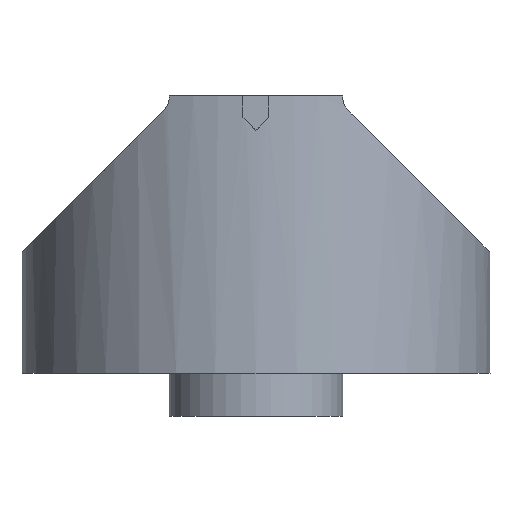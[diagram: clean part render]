
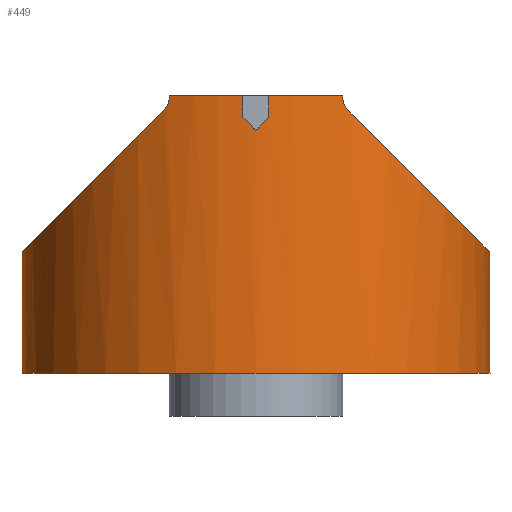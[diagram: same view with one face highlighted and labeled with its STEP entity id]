
A CAD part, left-side view. The second image highlights one B-rep face of the part: STEP entity #449.
In plain terms, the highlighted cylindrical face has radius 6.75 mm (diameter 13.5 mm), a full revolution.
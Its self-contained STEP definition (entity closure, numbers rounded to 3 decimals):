
#26=ELLIPSE('',#495,9.546,6.75);
#27=ELLIPSE('',#496,9.546,6.75);
#28=ELLIPSE('',#499,9.546,6.75);
#29=ELLIPSE('',#501,9.546,6.75);
#30=ELLIPSE('',#503,9.546,6.75);
#31=ELLIPSE('',#504,9.546,6.75);
#33=CIRCLE('',#492,6.75);
#34=CIRCLE('',#493,6.75);
#35=CIRCLE('',#498,6.75);
#36=CIRCLE('',#500,6.75);
#37=CIRCLE('',#502,6.75);
#38=CIRCLE('',#505,6.75);
#39=CIRCLE('',#506,6.75);
#85=FACE_OUTER_BOUND('',#112,.T.);
#112=EDGE_LOOP('',(#338,#339,#340,#341,#342,#343,#344,#345,#346,#347,#348,
#349,#350,#351,#352,#353,#354,#355,#356,#357,#358));
#138=LINE('',#712,#168);
#143=LINE('',#750,#173);
#145=LINE('',#773,#175);
#146=LINE('',#782,#176);
#147=LINE('',#788,#177);
#168=VECTOR('',#552,10.);
#173=VECTOR('',#561,10.);
#175=VECTOR('',#581,6.75);
#176=VECTOR('',#590,10.);
#177=VECTOR('',#595,10.);
#196=B_SPLINE_CURVE_WITH_KNOTS('',3,(#690,#691,#692,#693,#694,#695),
 .UNSPECIFIED.,.F.,.F.,(4,2,4),(-0.04,-0.02,
0.),.UNSPECIFIED.);
#199=B_SPLINE_CURVE_WITH_KNOTS('',3,(#734,#735,#736,#737,#738,#739,#740,
#741),.UNSPECIFIED.,.F.,.F.,(4,2,2,4),(0.,0.019,0.039,
0.04),.UNSPECIFIED.);
#200=VERTEX_POINT('',#688);
#201=VERTEX_POINT('',#689);
#204=VERTEX_POINT('',#711);
#208=VERTEX_POINT('',#731);
#209=VERTEX_POINT('',#733);
#211=VERTEX_POINT('',#748);
#212=VERTEX_POINT('',#753);
#213=VERTEX_POINT('',#757);
#214=VERTEX_POINT('',#759);
#215=VERTEX_POINT('',#765);
#216=VERTEX_POINT('',#767);
#217=VERTEX_POINT('',#771);
#218=VERTEX_POINT('',#774);
#219=VERTEX_POINT('',#776);
#220=VERTEX_POINT('',#779);
#221=VERTEX_POINT('',#781);
#222=VERTEX_POINT('',#783);
#223=VERTEX_POINT('',#785);
#224=VERTEX_POINT('',#787);
#243=EDGE_CURVE('',#200,#201,#196,.T.);
#247=EDGE_CURVE('',#201,#204,#138,.T.);
#252=EDGE_CURVE('',#208,#209,#199,.T.);
#256=EDGE_CURVE('',#208,#211,#143,.T.);
#259=EDGE_CURVE('',#212,#213,#33,.T.);
#260=EDGE_CURVE('',#213,#214,#34,.T.);
#262=EDGE_CURVE('',#214,#215,#26,.T.);
#264=EDGE_CURVE('',#216,#200,#27,.T.);
#265=EDGE_CURVE('',#217,#217,#35,.T.);
#266=EDGE_CURVE('',#217,#213,#145,.T.);
#267=EDGE_CURVE('',#218,#212,#28,.T.);
#268=EDGE_CURVE('',#218,#219,#36,.T.);
#269=EDGE_CURVE('',#209,#219,#29,.T.);
#270=EDGE_CURVE('',#220,#211,#37,.T.);
#271=EDGE_CURVE('',#220,#221,#146,.T.);
#272=EDGE_CURVE('',#222,#221,#30,.T.);
#273=EDGE_CURVE('',#223,#222,#31,.T.);
#274=EDGE_CURVE('',#223,#224,#147,.T.);
#275=EDGE_CURVE('',#204,#224,#38,.T.);
#276=EDGE_CURVE('',#216,#215,#39,.T.);
#338=ORIENTED_EDGE('',*,*,#265,.F.);
#339=ORIENTED_EDGE('',*,*,#266,.T.);
#340=ORIENTED_EDGE('',*,*,#259,.F.);
#341=ORIENTED_EDGE('',*,*,#267,.F.);
#342=ORIENTED_EDGE('',*,*,#268,.T.);
#343=ORIENTED_EDGE('',*,*,#269,.F.);
#344=ORIENTED_EDGE('',*,*,#252,.F.);
#345=ORIENTED_EDGE('',*,*,#256,.T.);
#346=ORIENTED_EDGE('',*,*,#270,.F.);
#347=ORIENTED_EDGE('',*,*,#271,.T.);
#348=ORIENTED_EDGE('',*,*,#272,.F.);
#349=ORIENTED_EDGE('',*,*,#273,.F.);
#350=ORIENTED_EDGE('',*,*,#274,.T.);
#351=ORIENTED_EDGE('',*,*,#275,.F.);
#352=ORIENTED_EDGE('',*,*,#247,.F.);
#353=ORIENTED_EDGE('',*,*,#243,.F.);
#354=ORIENTED_EDGE('',*,*,#264,.F.);
#355=ORIENTED_EDGE('',*,*,#276,.T.);
#356=ORIENTED_EDGE('',*,*,#262,.F.);
#357=ORIENTED_EDGE('',*,*,#260,.F.);
#358=ORIENTED_EDGE('',*,*,#266,.F.);
#440=CYLINDRICAL_SURFACE('',#497,6.75);
#449=ADVANCED_FACE('',(#85),#440,.T.);
#492=AXIS2_PLACEMENT_3D('',#758,#566,#567);
#493=AXIS2_PLACEMENT_3D('',#760,#568,#569);
#495=AXIS2_PLACEMENT_3D('',#766,#572,#573);
#496=AXIS2_PLACEMENT_3D('',#769,#575,#576);
#497=AXIS2_PLACEMENT_3D('',#770,#577,#578);
#498=AXIS2_PLACEMENT_3D('',#772,#579,#580);
#499=AXIS2_PLACEMENT_3D('',#775,#582,#583);
#500=AXIS2_PLACEMENT_3D('',#777,#584,#585);
#501=AXIS2_PLACEMENT_3D('',#778,#586,#587);
#502=AXIS2_PLACEMENT_3D('',#780,#588,#589);
#503=AXIS2_PLACEMENT_3D('',#784,#591,#592);
#504=AXIS2_PLACEMENT_3D('',#786,#593,#594);
#505=AXIS2_PLACEMENT_3D('',#789,#596,#597);
#506=AXIS2_PLACEMENT_3D('',#790,#598,#599);
#552=DIRECTION('',(0.,0.,1.));
#561=DIRECTION('',(0.,0.,1.));
#566=DIRECTION('center_axis',(0.,0.,
1.));
#567=DIRECTION('ref_axis',(1.,0.,0.));
#568=DIRECTION('center_axis',(0.,0.,
1.));
#569=DIRECTION('ref_axis',(1.,0.,0.));
#572=DIRECTION('center_axis',(0.,0.707,0.707));
#573=DIRECTION('ref_axis',(0.,0.707,-0.707));
#575=DIRECTION('center_axis',(0.,0.707,0.707));
#576=DIRECTION('ref_axis',(0.,0.707,-0.707));
#577=DIRECTION('center_axis',(0.,0.,-1.));
#578=DIRECTION('ref_axis',(-1.,0.,0.));
#579=DIRECTION('center_axis',(0.,0.,
-1.));
#580=DIRECTION('ref_axis',(-1.,0.,0.));
#581=DIRECTION('',(0.,0.,1.));
#582=DIRECTION('center_axis',(0.,-0.707,0.707));
#583=DIRECTION('ref_axis',(0.,0.707,0.707));
#584=DIRECTION('center_axis',(0.,0.,
-1.));
#585=DIRECTION('ref_axis',(-1.,0.,0.));
#586=DIRECTION('center_axis',(0.,-0.707,0.707));
#587=DIRECTION('ref_axis',(0.,0.707,0.707));
#588=DIRECTION('center_axis',(0.,0.,1.));
#589=DIRECTION('ref_axis',(1.,0.,0.));
#590=DIRECTION('',(0.,0.,-1.));
#591=DIRECTION('center_axis',(0.,0.707,0.707));
#592=DIRECTION('ref_axis',(0.,0.707,-0.707));
#593=DIRECTION('center_axis',(0.,-0.707,
0.707));
#594=DIRECTION('ref_axis',(0.,0.707,0.707));
#595=DIRECTION('',(0.,0.,1.));
#596=DIRECTION('center_axis',(0.,0.,1.));
#597=DIRECTION('ref_axis',(1.,0.,0.));
#598=DIRECTION('center_axis',(0.,0.,
-1.));
#599=DIRECTION('ref_axis',(-1.,0.,0.));
#688=CARTESIAN_POINT('',(3.367,40.477,18.418));
#689=CARTESIAN_POINT('',(3.304,40.325,18.785));
#690=CARTESIAN_POINT('Ctrl Pts',(3.367,40.477,18.418));
#691=CARTESIAN_POINT('Ctrl Pts',(3.348,40.432,18.463));
#692=CARTESIAN_POINT('Ctrl Pts',(3.331,40.392,18.52));
#693=CARTESIAN_POINT('Ctrl Pts',(3.309,40.339,18.649));
#694=CARTESIAN_POINT('Ctrl Pts',(3.304,40.325,18.719));
#695=CARTESIAN_POINT('Ctrl Pts',(3.304,40.325,18.785));
#711=CARTESIAN_POINT('',(3.304,40.325,18.83));
#712=CARTESIAN_POINT('',(3.304,40.325,14.33));
#731=CARTESIAN_POINT('',(3.304,35.325,18.785));
#733=CARTESIAN_POINT('',(3.367,35.173,18.418));
#734=CARTESIAN_POINT('Ctrl Pts',(3.304,35.325,18.785));
#735=CARTESIAN_POINT('Ctrl Pts',(3.304,35.325,18.721));
#736=CARTESIAN_POINT('Ctrl Pts',(3.309,35.312,18.652));
#737=CARTESIAN_POINT('Ctrl Pts',(3.33,35.261,18.526));
#738=CARTESIAN_POINT('Ctrl Pts',(3.346,35.222,18.469));
#739=CARTESIAN_POINT('Ctrl Pts',(3.365,35.177,18.422));
#740=CARTESIAN_POINT('Ctrl Pts',(3.366,35.175,18.42));
#741=CARTESIAN_POINT('Ctrl Pts',(3.367,35.173,18.418));
#748=CARTESIAN_POINT('',(3.304,35.325,18.83));
#750=CARTESIAN_POINT('',(3.304,35.325,14.33));
#753=CARTESIAN_POINT('',(13.829,32.585,15.83));
#757=CARTESIAN_POINT('',(16.324,37.825,15.83));
#758=CARTESIAN_POINT('Origin',(9.574,37.825,15.83));
#759=CARTESIAN_POINT('',(13.829,43.065,15.83));
#760=CARTESIAN_POINT('Origin',(9.574,37.825,15.83));
#765=CARTESIAN_POINT('',(9.941,44.565,14.33));
#766=CARTESIAN_POINT('Origin',(9.574,37.825,21.07));
#767=CARTESIAN_POINT('',(9.207,44.565,14.33));
#769=CARTESIAN_POINT('Origin',(9.574,37.825,21.07));
#770=CARTESIAN_POINT('Origin',(9.574,37.825,14.83));
#771=CARTESIAN_POINT('',(16.324,37.825,10.83));
#772=CARTESIAN_POINT('Origin',(9.574,37.825,10.83));
#773=CARTESIAN_POINT('',(16.324,37.825,14.83));
#774=CARTESIAN_POINT('',(9.941,31.085,14.33));
#775=CARTESIAN_POINT('Origin',(9.574,37.825,21.07));
#776=CARTESIAN_POINT('',(9.207,31.085,14.33));
#777=CARTESIAN_POINT('Origin',(9.574,37.825,14.33));
#778=CARTESIAN_POINT('Origin',(9.574,37.825,21.07));
#779=CARTESIAN_POINT('',(2.834,37.45,18.83));
#780=CARTESIAN_POINT('Origin',(9.574,37.825,18.83));
#781=CARTESIAN_POINT('',(2.834,37.45,18.205));
#782=CARTESIAN_POINT('',(2.834,37.45,14.83));
#783=CARTESIAN_POINT('',(2.824,37.825,17.83));
#784=CARTESIAN_POINT('Origin',(9.574,37.825,17.83));
#785=CARTESIAN_POINT('',(2.834,38.2,18.205));
#786=CARTESIAN_POINT('Origin',(9.574,37.825,17.83));
#787=CARTESIAN_POINT('',(2.834,38.2,18.83));
#788=CARTESIAN_POINT('',(2.834,38.2,14.83));
#789=CARTESIAN_POINT('Origin',(9.574,37.825,18.83));
#790=CARTESIAN_POINT('Origin',(9.574,37.825,14.33));
